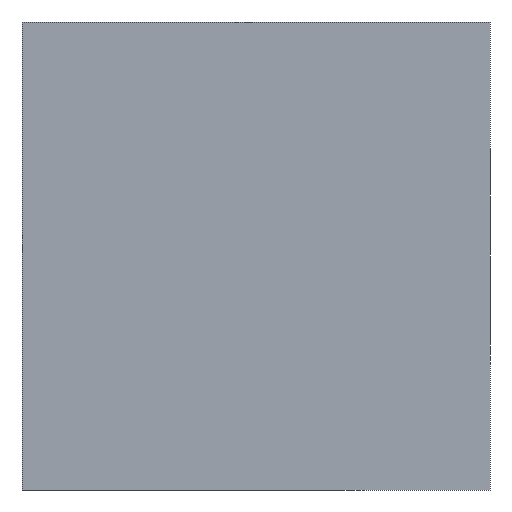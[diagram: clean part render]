
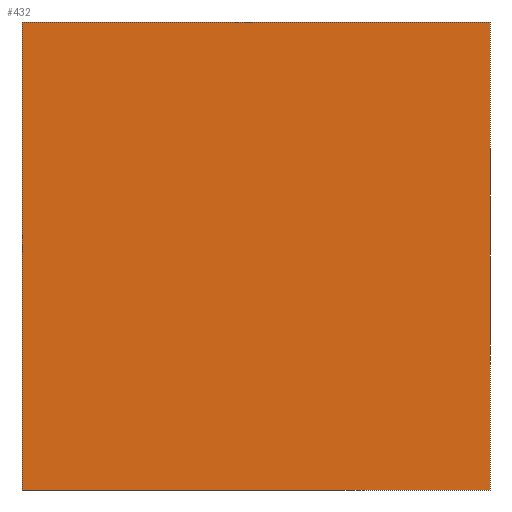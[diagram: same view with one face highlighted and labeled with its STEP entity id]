
A CAD part, left-side view. The second image highlights one B-rep face of the part: STEP entity #432.
In plain terms, the highlighted planar face has unit normal (-1, 0, 0).
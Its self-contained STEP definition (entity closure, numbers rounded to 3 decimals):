
#16 = LINE ( 'NONE', #128, #142 ) ;
#19 = DIRECTION ( 'NONE',  ( 0., -1., 0. ) ) ;
#35 = VERTEX_POINT ( 'NONE', #397 ) ;
#40 = CARTESIAN_POINT ( 'NONE',  ( -10.16, 10.16, 10.16 ) ) ;
#80 = VERTEX_POINT ( 'NONE', #133 ) ;
#90 = VECTOR ( 'NONE', #331, 1000. ) ;
#97 = FACE_OUTER_BOUND ( 'NONE', #411, .T. ) ;
#104 = DIRECTION ( 'NONE',  ( 1., 0., 0. ) ) ;
#128 = CARTESIAN_POINT ( 'NONE',  ( -10.16, 10.16, 10.16 ) ) ;
#133 = CARTESIAN_POINT ( 'NONE',  ( -10.16, 10.16, 10.16 ) ) ;
#138 = VERTEX_POINT ( 'NONE', #339 ) ;
#142 = VECTOR ( 'NONE', #19, 1000. ) ;
#162 = EDGE_CURVE ( 'NONE', #365, #80, #378, .T. ) ;
#195 = DIRECTION ( 'NONE',  ( 0., 0., 1. ) ) ;
#206 = VECTOR ( 'NONE', #401, 1000. ) ;
#237 = LINE ( 'NONE', #387, #398 ) ;
#242 = DIRECTION ( 'NONE',  ( 0., 0., -1. ) ) ;
#274 = AXIS2_PLACEMENT_3D ( 'NONE', #388, #104, #242 ) ;
#306 = EDGE_CURVE ( 'NONE', #80, #138, #16, .T. ) ;
#315 = LINE ( 'NONE', #434, #206 ) ;
#319 = ORIENTED_EDGE ( 'NONE', *, *, #306, .F. ) ;
#331 = DIRECTION ( 'NONE',  ( 0., 0., 1. ) ) ;
#339 = CARTESIAN_POINT ( 'NONE',  ( -10.16, -10.16, 10.16 ) ) ;
#342 = ORIENTED_EDGE ( 'NONE', *, *, #427, .T. ) ;
#344 = CARTESIAN_POINT ( 'NONE',  ( -10.16, 10.16, -10.16 ) ) ;
#350 = EDGE_CURVE ( 'NONE', #35, #138, #237, .T. ) ;
#358 = ORIENTED_EDGE ( 'NONE', *, *, #350, .T. ) ;
#365 = VERTEX_POINT ( 'NONE', #344 ) ;
#378 = LINE ( 'NONE', #40, #90 ) ;
#387 = CARTESIAN_POINT ( 'NONE',  ( -10.16, -10.16, 10.16 ) ) ;
#388 = CARTESIAN_POINT ( 'NONE',  ( -10.16, 10.16, 10.16 ) ) ;
#397 = CARTESIAN_POINT ( 'NONE',  ( -10.16, -10.16, -10.16 ) ) ;
#398 = VECTOR ( 'NONE', #195, 1000. ) ;
#401 = DIRECTION ( 'NONE',  ( 0., -1., 0. ) ) ;
#411 = EDGE_LOOP ( 'NONE', ( #358, #319, #416, #342 ) ) ;
#416 = ORIENTED_EDGE ( 'NONE', *, *, #162, .F. ) ;
#427 = EDGE_CURVE ( 'NONE', #365, #35, #315, .T. ) ;
#432 = ADVANCED_FACE ( 'NONE', ( #97 ), #468, .F. ) ;
#434 = CARTESIAN_POINT ( 'NONE',  ( -10.16, 10.16, -10.16 ) ) ;
#468 = PLANE ( 'NONE',  #274 ) ;
